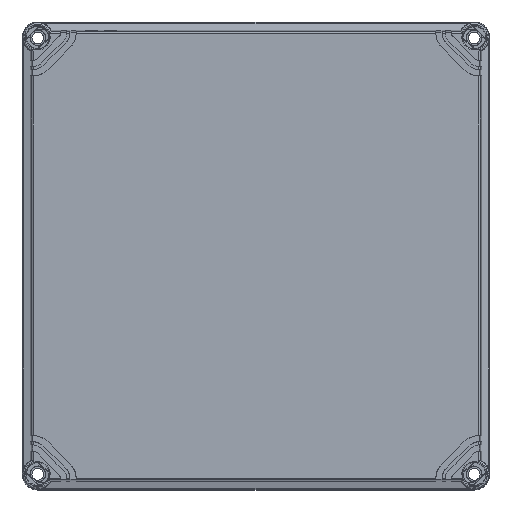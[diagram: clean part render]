
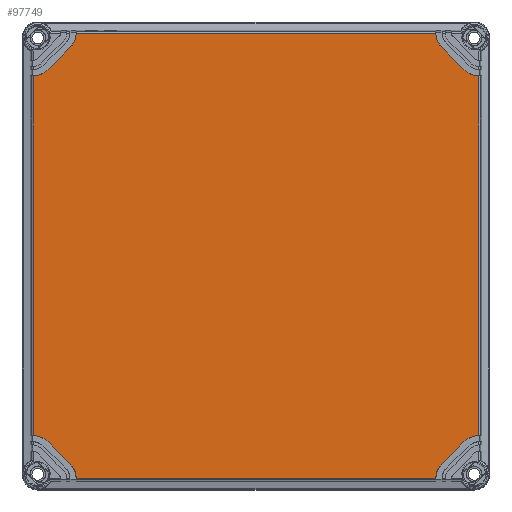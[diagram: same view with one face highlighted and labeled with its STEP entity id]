
A CAD part, top view. The second image highlights one B-rep face of the part: STEP entity #97749.
In plain terms, the highlighted planar face has unit normal (0, 0, 1).
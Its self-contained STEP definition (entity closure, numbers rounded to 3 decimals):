
#84045=CARTESIAN_POINT('',(-129.346,-143.3,30.));
#84046=DIRECTION('',(0.,0.,1.));
#84047=DIRECTION('',(0.999,0.032,0.));
#84048=AXIS2_PLACEMENT_3D('',#84045,#84046,#84047);
#84053=DIRECTION('',(-0.707,0.707,0.));
#84054=VECTOR('',#84053,19.734);
#84055=CARTESIAN_POINT('',(-119.447,-133.401,30.));
#84056=LINE('',#84055,#84054);
#84060=CARTESIAN_POINT('',(-143.3,-129.346,30.));
#84061=DIRECTION('',(0.,0.,1.));
#84062=DIRECTION('',(0.707,0.707,0.));
#84063=AXIS2_PLACEMENT_3D('',#84060,#84061,#84062);
#84068=CARTESIAN_POINT('',(-143.3,129.346,30.));
#84069=DIRECTION('',(0.,0.,1.));
#84070=DIRECTION('',(0.032,-0.999,0.));
#84071=AXIS2_PLACEMENT_3D('',#84068,#84069,#84070);
#84076=DIRECTION('',(0.707,0.707,0.));
#84077=VECTOR('',#84076,19.734);
#84078=CARTESIAN_POINT('',(-133.401,119.447,30.));
#84079=LINE('',#84078,#84077);
#84083=CARTESIAN_POINT('',(-129.346,143.3,30.));
#84084=DIRECTION('',(0.,0.,1.));
#84085=DIRECTION('',(0.707,-0.707,0.));
#84086=AXIS2_PLACEMENT_3D('',#84083,#84084,#84085);
#84091=DIRECTION('',(1.,0.,0.));
#84092=VECTOR('',#84091,230.707);
#84093=CARTESIAN_POINT('',(-115.353,142.851,30.));
#84094=LINE('',#84093,#84092);
#84098=CARTESIAN_POINT('',(129.346,143.3,30.));
#84099=DIRECTION('',(0.,0.,1.));
#84100=DIRECTION('',(-0.999,-0.032,0.));
#84101=AXIS2_PLACEMENT_3D('',#84098,#84099,#84100);
#84106=DIRECTION('',(0.707,-0.707,0.));
#84107=VECTOR('',#84106,19.734);
#84108=CARTESIAN_POINT('',(119.447,133.401,30.));
#84109=LINE('',#84108,#84107);
#84113=CARTESIAN_POINT('',(143.3,129.346,30.));
#84114=DIRECTION('',(0.,0.,1.));
#84115=DIRECTION('',(-0.707,-0.707,0.));
#84116=AXIS2_PLACEMENT_3D('',#84113,#84114,#84115);
#84121=CARTESIAN_POINT('',(143.3,-129.346,30.));
#84122=DIRECTION('',(0.,0.,1.));
#84123=DIRECTION('',(-0.032,0.999,0.));
#84124=AXIS2_PLACEMENT_3D('',#84121,#84122,#84123);
#84129=DIRECTION('',(-0.707,-0.707,0.));
#84130=VECTOR('',#84129,19.734);
#84131=CARTESIAN_POINT('',(133.401,-119.447,30.));
#84132=LINE('',#84131,#84130);
#84136=CARTESIAN_POINT('',(129.346,-143.3,30.));
#84137=DIRECTION('',(0.,0.,1.));
#84138=DIRECTION('',(-0.707,0.707,0.));
#84139=AXIS2_PLACEMENT_3D('',#84136,#84137,#84138);
#88705=DIRECTION('',(0.,1.,0.));
#88706=VECTOR('',#88705,230.707);
#88707=CARTESIAN_POINT('',(142.851,-115.353,30.));
#88708=LINE('',#88707,#88706);
#88776=CARTESIAN_POINT('',(-115.353,142.851,30.));
#88814=CARTESIAN_POINT('',(115.353,142.851,30.));
#88840=DIRECTION('',(0.,-1.,0.));
#88841=VECTOR('',#88840,230.707);
#88842=CARTESIAN_POINT('',(-142.851,115.353,30.));
#88843=LINE('',#88842,#88841);
#88911=DIRECTION('',(1.,0.,0.));
#88912=VECTOR('',#88911,230.707);
#88913=CARTESIAN_POINT('',(-115.353,-142.851,30.));
#88914=LINE('',#88913,#88912);
#88918=CARTESIAN_POINT('',(115.353,-142.851,30.));
#88949=CARTESIAN_POINT('',(-115.353,-142.851,30.));
#91720=CARTESIAN_POINT('',(119.447,133.401,30.));
#91721=CARTESIAN_POINT('',(133.401,119.447,30.));
#91722=VERTEX_POINT('',#91720);
#91723=VERTEX_POINT('',#91721);
#91740=CARTESIAN_POINT('',(-133.401,119.447,30.));
#91741=CARTESIAN_POINT('',(-119.447,133.401,30.));
#91742=VERTEX_POINT('',#91740);
#91743=VERTEX_POINT('',#91741);
#91756=CARTESIAN_POINT('',(133.401,-119.447,30.));
#91757=CARTESIAN_POINT('',(119.447,-133.401,30.));
#91758=VERTEX_POINT('',#91756);
#91759=VERTEX_POINT('',#91757);
#91768=CARTESIAN_POINT('',(-119.447,-133.401,30.));
#91769=CARTESIAN_POINT('',(-133.401,-119.447,30.));
#91770=VERTEX_POINT('',#91768);
#91771=VERTEX_POINT('',#91769);
#92078=VERTEX_POINT('',#88814);
#92090=CARTESIAN_POINT('',(142.851,-115.353,30.));
#92091=CARTESIAN_POINT('',(142.851,115.353,30.));
#92092=VERTEX_POINT('',#92090);
#92093=VERTEX_POINT('',#92091);
#92101=VERTEX_POINT('',#88776);
#92146=CARTESIAN_POINT('',(-142.851,115.353,30.));
#92147=CARTESIAN_POINT('',(-142.851,-115.353,30.));
#92148=VERTEX_POINT('',#92146);
#92149=VERTEX_POINT('',#92147);
#92202=VERTEX_POINT('',#88949);
#92203=VERTEX_POINT('',#88918);
#97710=CARTESIAN_POINT('',(0.,0.,30.));
#97711=DIRECTION('',(0.,0.,1.));
#97712=DIRECTION('',(1.,0.,0.));
#97713=AXIS2_PLACEMENT_3D('',#97710,#97711,#97712);
#97714=PLANE('',#97713);
#97716=ORIENTED_EDGE('',*,*,#97715,.F.);
#97718=ORIENTED_EDGE('',*,*,#97717,.T.);
#97720=ORIENTED_EDGE('',*,*,#97719,.T.);
#97722=ORIENTED_EDGE('',*,*,#97721,.T.);
#97724=ORIENTED_EDGE('',*,*,#97723,.F.);
#97726=ORIENTED_EDGE('',*,*,#97725,.T.);
#97728=ORIENTED_EDGE('',*,*,#97727,.T.);
#97730=ORIENTED_EDGE('',*,*,#97729,.T.);
#97732=ORIENTED_EDGE('',*,*,#97731,.T.);
#97734=ORIENTED_EDGE('',*,*,#97733,.T.);
#97736=ORIENTED_EDGE('',*,*,#97735,.T.);
#97738=ORIENTED_EDGE('',*,*,#97737,.T.);
#97740=ORIENTED_EDGE('',*,*,#97739,.F.);
#97742=ORIENTED_EDGE('',*,*,#97741,.T.);
#97744=ORIENTED_EDGE('',*,*,#97743,.T.);
#97746=ORIENTED_EDGE('',*,*,#97745,.T.);
#97747=EDGE_LOOP('',(#97716,#97718,#97720,#97722,#97724,#97726,#97728,#97730,
#97732,#97734,#97736,#97738,#97740,#97742,#97744,#97746));
#97748=FACE_OUTER_BOUND('',#97747,.F.);
#97749=ADVANCED_FACE('',(#97748),#97714,.T.);
#84049=CIRCLE('',#84048,14.);
#84064=CIRCLE('',#84063,14.);
#84072=CIRCLE('',#84071,14.);
#84087=CIRCLE('',#84086,14.);
#84102=CIRCLE('',#84101,14.);
#84117=CIRCLE('',#84116,14.);
#84125=CIRCLE('',#84124,14.);
#84140=CIRCLE('',#84139,14.);
#97715=EDGE_CURVE('',#92202,#92203,#88914,.T.);
#97717=EDGE_CURVE('',#92202,#91770,#84049,.T.);
#97719=EDGE_CURVE('',#91770,#91771,#84056,.T.);
#97721=EDGE_CURVE('',#91771,#92149,#84064,.T.);
#97723=EDGE_CURVE('',#92148,#92149,#88843,.T.);
#97725=EDGE_CURVE('',#92148,#91742,#84072,.T.);
#97727=EDGE_CURVE('',#91742,#91743,#84079,.T.);
#97729=EDGE_CURVE('',#91743,#92101,#84087,.T.);
#97731=EDGE_CURVE('',#92101,#92078,#84094,.T.);
#97733=EDGE_CURVE('',#92078,#91722,#84102,.T.);
#97735=EDGE_CURVE('',#91722,#91723,#84109,.T.);
#97737=EDGE_CURVE('',#91723,#92093,#84117,.T.);
#97739=EDGE_CURVE('',#92092,#92093,#88708,.T.);
#97741=EDGE_CURVE('',#92092,#91758,#84125,.T.);
#97743=EDGE_CURVE('',#91758,#91759,#84132,.T.);
#97745=EDGE_CURVE('',#91759,#92203,#84140,.T.);
